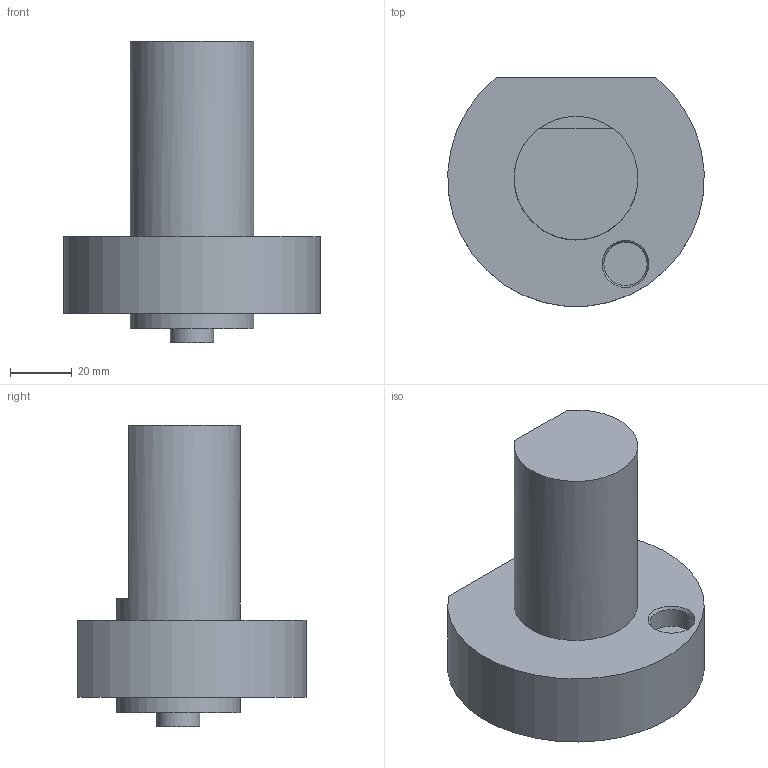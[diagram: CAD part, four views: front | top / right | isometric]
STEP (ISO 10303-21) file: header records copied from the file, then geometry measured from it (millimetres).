
FILE_DESCRIPTION(/* description */ (''),/* implementation_level */ '2;1');
FILE_NAME(/* name */ '1513938498060.stp',/* time_stamp */ '2017-12-22T11:28:25+01:00',/* author */ (''),/* organization */ ('SMS'),/* preprocessor_version */ 'ST-DEVELOPER v15',/* originating_system */ 'SIEMENS PLM Software NX 8.5',/* authorisation */ '');
FILE_SCHEMA (('AUTOMOTIVE_DESIGN { 1 0 10303 214 3 1 1 1 }'));
Length unit declared in the file: millimetre
Products named in the file (1): 200835383mod000_01
Bounding box: 82.91 x 73.85 x 97.5 mm (x, y, z)
Volume: 198368.8 mm3; surface area: 28644 mm2
Topology: 1 solids, 1 shells, 24 faces, 52 edges, 35 vertices
Faces by surface type: plane 10, cone 8, cylinder 6
Full cylindrical faces by diameter (mm): 4 x1, 14 x1, 14.014 x1, 39.992 x1, 40 x1
Entity records: 645 total; most frequent: DIRECTION 122, CARTESIAN_POINT 99, ORIENTED_EDGE 80, AXIS2_PLACEMENT_3D 54, EDGE_CURVE 40, EDGE_LOOP 36, VERTEX_POINT 31, CIRCLE 26
